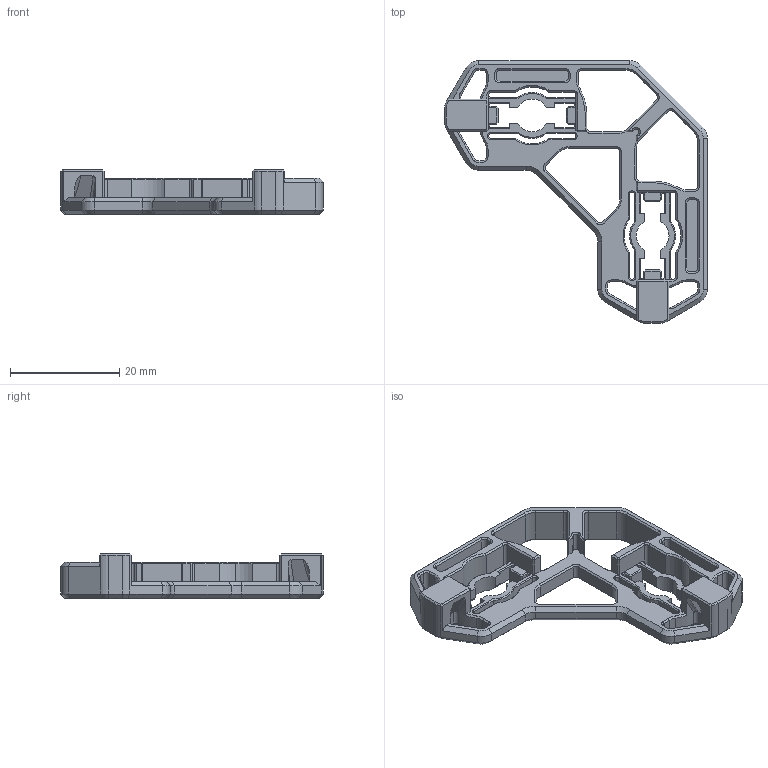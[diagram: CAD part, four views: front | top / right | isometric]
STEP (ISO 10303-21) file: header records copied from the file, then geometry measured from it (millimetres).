
FILE_DESCRIPTION (( 'STEP AP203' ), '1' );
FILE_NAME ('corner_lock_body 3.5.STEP', '2020-10-22T18:58:50', ( '' ), ( '' ), 'SwSTEP 2.0', 'SolidWorks 2019', '' );
FILE_SCHEMA (( 'CONFIG_CONTROL_DESIGN' ));
Length unit declared in the file: millimetre
Products named in the file (1): corner_lock_body 3.5
Bounding box: 48 x 48 x 8.1 mm (x, y, z)
Volume: 3649.8 mm3; surface area: 4568.9 mm2
Topology: 1 solids, 1 shells, 627 faces, 1547 edges, 918 vertices
Faces by surface type: plane 342, cone 158, cylinder 115, bspline 12
Entity records: 18868 total; most frequent: CARTESIAN_POINT 4081, ORIENTED_EDGE 3094, DIRECTION 3033, EDGE_CURVE 1547, LINE 1047, VECTOR 1047, AXIS2_PLACEMENT_3D 993, VERTEX_POINT 918
